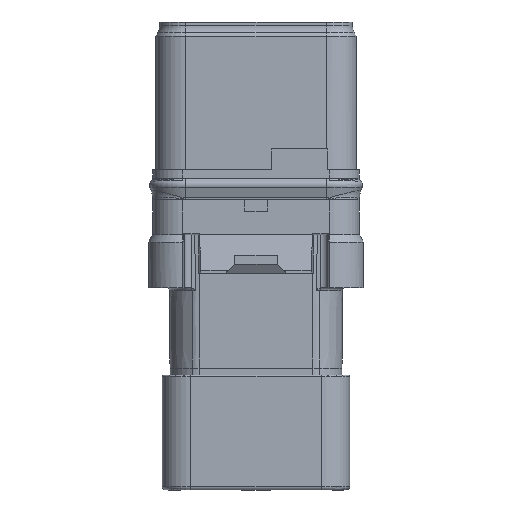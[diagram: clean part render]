
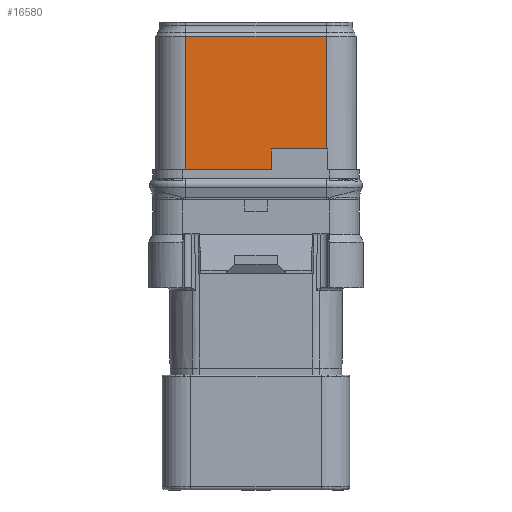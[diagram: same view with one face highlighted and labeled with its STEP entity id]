
A CAD part, front view. The second image highlights one B-rep face of the part: STEP entity #16580.
In plain terms, the highlighted planar face has unit normal (0, -1, 0).
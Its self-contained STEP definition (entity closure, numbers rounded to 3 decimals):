
#3085=DIRECTION('',(1.,0.,0.));
#3086=VECTOR('',#3085,9.8);
#3087=CARTESIAN_POINT('',(-4.9,-6.,9.3));
#3088=LINE('',#3087,#3086);
#3089=DIRECTION('',(-1.,0.,0.));
#3090=VECTOR('',#3089,3.85);
#3091=CARTESIAN_POINT('',(4.9,-6.,1.45));
#3092=LINE('',#3091,#3090);
#3093=DIRECTION('',(0.,0.,1.));
#3094=VECTOR('',#3093,1.45);
#3095=CARTESIAN_POINT('',(1.05,-6.,0.));
#3096=LINE('',#3095,#3094);
#3097=DIRECTION('',(0.,0.,1.));
#3098=VECTOR('',#3097,9.3);
#3099=CARTESIAN_POINT('',(-4.9,-6.,0.));
#3100=LINE('',#3099,#3098);
#3115=DIRECTION('',(0.,0.,1.));
#3116=VECTOR('',#3115,7.85);
#3117=CARTESIAN_POINT('',(4.9,-6.,1.45));
#3118=LINE('',#3117,#3116);
#3233=DIRECTION('',(1.,0.,0.));
#3234=VECTOR('',#3233,5.95);
#3235=CARTESIAN_POINT('',(-4.9,-6.,0.));
#3236=LINE('',#3235,#3234);
#10526=CARTESIAN_POINT('',(-4.9,-6.,0.));
#10527=VERTEX_POINT('',#10526);
#10841=CARTESIAN_POINT('',(1.05,-6.,0.));
#10843=VERTEX_POINT('',#10841);
#10844=CARTESIAN_POINT('',(4.9,-6.,1.45));
#10845=CARTESIAN_POINT('',(1.05,-6.,1.45));
#10846=VERTEX_POINT('',#10844);
#10847=VERTEX_POINT('',#10845);
#10990=CARTESIAN_POINT('',(-4.9,-6.,9.3));
#10991=VERTEX_POINT('',#10990);
#10992=CARTESIAN_POINT('',(4.9,-6.,9.3));
#10993=VERTEX_POINT('',#10992);
#16563=CARTESIAN_POINT('',(0.,-6.,5.885));
#16564=DIRECTION('',(0.,-1.,0.));
#16565=DIRECTION('',(1.,0.,0.));
#16566=AXIS2_PLACEMENT_3D('',#16563,#16564,#16565);
#16567=PLANE('',#16566);
#16568=ORIENTED_EDGE('',*,*,#16554,.T.);
#16570=ORIENTED_EDGE('',*,*,#16569,.F.);
#16572=ORIENTED_EDGE('',*,*,#16571,.T.);
#16574=ORIENTED_EDGE('',*,*,#16573,.F.);
#16576=ORIENTED_EDGE('',*,*,#16575,.F.);
#16577=ORIENTED_EDGE('',*,*,#16528,.T.);
#16578=EDGE_LOOP('',(#16568,#16570,#16572,#16574,#16576,#16577));
#16579=FACE_OUTER_BOUND('',#16578,.F.);
#16580=ADVANCED_FACE('',(#16579),#16567,.T.);
#16528=EDGE_CURVE('',#10527,#10991,#3100,.T.);
#16554=EDGE_CURVE('',#10991,#10993,#3088,.T.);
#16569=EDGE_CURVE('',#10846,#10993,#3118,.T.);
#16571=EDGE_CURVE('',#10846,#10847,#3092,.T.);
#16573=EDGE_CURVE('',#10843,#10847,#3096,.T.);
#16575=EDGE_CURVE('',#10527,#10843,#3236,.T.);
